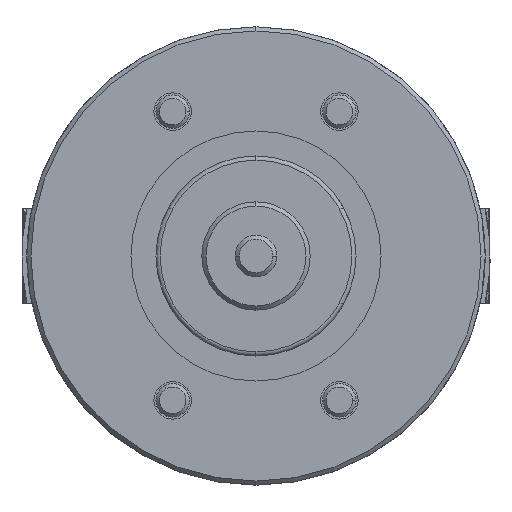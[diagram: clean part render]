
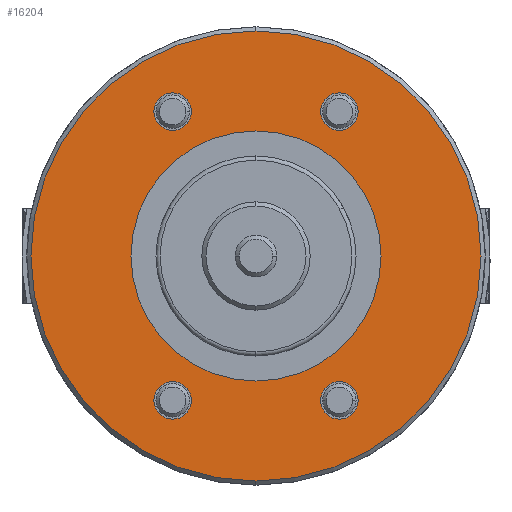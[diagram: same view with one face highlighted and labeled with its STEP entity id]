
A CAD part, left-side view. The second image highlights one B-rep face of the part: STEP entity #16204.
In plain terms, the highlighted planar face has unit normal (-1, 0, 0).
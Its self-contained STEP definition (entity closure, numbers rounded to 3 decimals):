
#297 = VERTEX_POINT ( 'NONE', #17569 ) ;
#412 = CARTESIAN_POINT ( 'NONE',  ( 0., -20., 34.641 ) ) ;
#1121 = FACE_BOUND ( 'NONE', #16270, .T. ) ;
#1693 = FACE_BOUND ( 'NONE', #15720, .T. ) ;
#2209 = DIRECTION ( 'NONE',  ( 0., 0., -1. ) ) ;
#2216 = ORIENTED_EDGE ( 'NONE', *, *, #10737, .T. ) ;
#2438 = VERTEX_POINT ( 'NONE', #15521 ) ;
#2854 = CARTESIAN_POINT ( 'NONE',  ( 0., -20., 30.141 ) ) ;
#3541 = ORIENTED_EDGE ( 'NONE', *, *, #17937, .T. ) ;
#4332 = DIRECTION ( 'NONE',  ( 1., 0., 0. ) ) ;
#4730 = CARTESIAN_POINT ( 'NONE',  ( 0., 0., -30. ) ) ;
#4751 = EDGE_LOOP ( 'NONE', ( #16090, #19350 ) ) ;
#5267 = VERTEX_POINT ( 'NONE', #18693 ) ;
#5333 = AXIS2_PLACEMENT_3D ( 'NONE', #6890, #19248, #8662 ) ;
#5602 = AXIS2_PLACEMENT_3D ( 'NONE', #15004, #4332, #16758 ) ;
#5832 = FACE_BOUND ( 'NONE', #10482, .T. ) ;
#5877 = AXIS2_PLACEMENT_3D ( 'NONE', #8997, #21330, #10797 ) ;
#5901 = DIRECTION ( 'NONE',  ( 1., 0., 0. ) ) ;
#6064 = ORIENTED_EDGE ( 'NONE', *, *, #14627, .T. ) ;
#6077 = AXIS2_PLACEMENT_3D ( 'NONE', #20225, #9650, #21957 ) ;
#6285 = CIRCLE ( 'NONE', #5333, 4.5 ) ;
#6304 = CARTESIAN_POINT ( 'NONE',  ( 0., 20., -39.141 ) ) ;
#6401 = FACE_BOUND ( 'NONE', #7426, .T. ) ;
#6886 = CARTESIAN_POINT ( 'NONE',  ( 0., -20., -34.641 ) ) ;
#6890 = CARTESIAN_POINT ( 'NONE',  ( 0., 20., 34.641 ) ) ;
#7268 = CARTESIAN_POINT ( 'NONE',  ( 0., -20., -34.641 ) ) ;
#7426 = EDGE_LOOP ( 'NONE', ( #15144, #3541 ) ) ;
#7565 = CIRCLE ( 'NONE', #8567, 4.5 ) ;
#7936 = CARTESIAN_POINT ( 'NONE',  ( 0., 30., 0. ) ) ;
#8567 = AXIS2_PLACEMENT_3D ( 'NONE', #16521, #5901, #18282 ) ;
#8660 = DIRECTION ( 'NONE',  ( 0., 0., -1. ) ) ;
#8662 = DIRECTION ( 'NONE',  ( 0., 0., -1. ) ) ;
#8690 = ORIENTED_EDGE ( 'NONE', *, *, #11248, .F. ) ;
#8727 = EDGE_CURVE ( 'NONE', #17468, #2438, #13306, .T. ) ;
#8764 = AXIS2_PLACEMENT_3D ( 'NONE', #9785, #22084, #11562 ) ;
#8997 = CARTESIAN_POINT ( 'NONE',  ( 0., 20., -34.641 ) ) ;
#9029 = DIRECTION ( 'NONE',  ( 0., 0., -1. ) ) ;
#9145 = DIRECTION ( 'NONE',  ( -1., 0., 0. ) ) ;
#9211 = AXIS2_PLACEMENT_3D ( 'NONE', #10433, #22724, #12219 ) ;
#9612 = EDGE_CURVE ( 'NONE', #14416, #14655, #22584, .T. ) ;
#9634 = CARTESIAN_POINT ( 'NONE',  ( 0., 0., 0. ) ) ;
#9650 = DIRECTION ( 'NONE',  ( 1., 0., 0. ) ) ;
#9722 = DIRECTION ( 'NONE',  ( 0., 0., -1. ) ) ;
#9785 = CARTESIAN_POINT ( 'NONE',  ( 0., 0., 0. ) ) ;
#9875 = VERTEX_POINT ( 'NONE', #19272 ) ;
#10399 = AXIS2_PLACEMENT_3D ( 'NONE', #7936, #20279, #9722 ) ;
#10433 = CARTESIAN_POINT ( 'NONE',  ( 0., 0., 0. ) ) ;
#10482 = EDGE_LOOP ( 'NONE', ( #15059, #21042 ) ) ;
#10489 = EDGE_CURVE ( 'NONE', #9875, #297, #6285, .T. ) ;
#10586 = CIRCLE ( 'NONE', #5602, 4.5 ) ;
#10610 = EDGE_CURVE ( 'NONE', #22288, #5267, #17641, .T. ) ;
#10737 = EDGE_CURVE ( 'NONE', #5267, #22288, #11293, .T. ) ;
#10797 = DIRECTION ( 'NONE',  ( 0., 0., -1. ) ) ;
#10938 = AXIS2_PLACEMENT_3D ( 'NONE', #19732, #9145, #21462 ) ;
#10957 = EDGE_CURVE ( 'NONE', #18808, #11351, #20373, .T. ) ;
#11232 = CIRCLE ( 'NONE', #10938, 54. ) ;
#11248 = EDGE_CURVE ( 'NONE', #11351, #18808, #14331, .T. ) ;
#11293 = CIRCLE ( 'NONE', #6077, 4.5 ) ;
#11351 = VERTEX_POINT ( 'NONE', #4730 ) ;
#11430 = DIRECTION ( 'NONE',  ( 0., 0., -1. ) ) ;
#11433 = CARTESIAN_POINT ( 'NONE',  ( 0., 20., -30.141 ) ) ;
#11562 = DIRECTION ( 'NONE',  ( 0., 0., 1. ) ) ;
#11779 = CIRCLE ( 'NONE', #14872, 4.5 ) ;
#12219 = DIRECTION ( 'NONE',  ( 0., 0., 1. ) ) ;
#12841 = DIRECTION ( 'NONE',  ( 1., 0., 0. ) ) ;
#12906 = ORIENTED_EDGE ( 'NONE', *, *, #10957, .F. ) ;
#13165 = EDGE_CURVE ( 'NONE', #14655, #14416, #11232, .T. ) ;
#13216 = PLANE ( 'NONE',  #10399 ) ;
#13235 = CARTESIAN_POINT ( 'NONE',  ( 0., -20., -39.141 ) ) ;
#13306 = CIRCLE ( 'NONE', #16738, 4.5 ) ;
#13675 = CIRCLE ( 'NONE', #5877, 4.5 ) ;
#13681 = CARTESIAN_POINT ( 'NONE',  ( 0., 0., -54. ) ) ;
#13689 = AXIS2_PLACEMENT_3D ( 'NONE', #412, #12841, #2209 ) ;
#14331 = CIRCLE ( 'NONE', #8764, 30. ) ;
#14416 = VERTEX_POINT ( 'NONE', #13681 ) ;
#14627 = EDGE_CURVE ( 'NONE', #16195, #17529, #13675, .T. ) ;
#14655 = VERTEX_POINT ( 'NONE', #19657 ) ;
#14725 = ORIENTED_EDGE ( 'NONE', *, *, #10610, .T. ) ;
#14742 = FACE_BOUND ( 'NONE', #20454, .T. ) ;
#14872 = AXIS2_PLACEMENT_3D ( 'NONE', #6886, #19246, #8660 ) ;
#15004 = CARTESIAN_POINT ( 'NONE',  ( 0., 20., -34.641 ) ) ;
#15059 = ORIENTED_EDGE ( 'NONE', *, *, #15182, .T. ) ;
#15144 = ORIENTED_EDGE ( 'NONE', *, *, #8727, .T. ) ;
#15182 = EDGE_CURVE ( 'NONE', #297, #9875, #7565, .T. ) ;
#15521 = CARTESIAN_POINT ( 'NONE',  ( 0., -20., -30.141 ) ) ;
#15720 = EDGE_LOOP ( 'NONE', ( #20921, #6064 ) ) ;
#16090 = ORIENTED_EDGE ( 'NONE', *, *, #9612, .T. ) ;
#16191 = EDGE_CURVE ( 'NONE', #17529, #16195, #10586, .T. ) ;
#16195 = VERTEX_POINT ( 'NONE', #11433 ) ;
#16204 = ADVANCED_FACE ( 'NONE', ( #6401, #1693, #5832, #1121, #19412, #14742 ), #13216, .F. ) ;
#16270 = EDGE_LOOP ( 'NONE', ( #14725, #2216 ) ) ;
#16363 = CARTESIAN_POINT ( 'NONE',  ( 0., 0., 30. ) ) ;
#16521 = CARTESIAN_POINT ( 'NONE',  ( 0., 20., 34.641 ) ) ;
#16738 = AXIS2_PLACEMENT_3D ( 'NONE', #7268, #19615, #9029 ) ;
#16758 = DIRECTION ( 'NONE',  ( 0., 0., -1. ) ) ;
#17468 = VERTEX_POINT ( 'NONE', #13235 ) ;
#17529 = VERTEX_POINT ( 'NONE', #6304 ) ;
#17569 = CARTESIAN_POINT ( 'NONE',  ( 0., 20., 30.141 ) ) ;
#17641 = CIRCLE ( 'NONE', #13689, 4.5 ) ;
#17781 = AXIS2_PLACEMENT_3D ( 'NONE', #9634, #21944, #11430 ) ;
#17937 = EDGE_CURVE ( 'NONE', #2438, #17468, #11779, .T. ) ;
#18282 = DIRECTION ( 'NONE',  ( 0., 0., -1. ) ) ;
#18693 = CARTESIAN_POINT ( 'NONE',  ( 0., -20., 39.141 ) ) ;
#18808 = VERTEX_POINT ( 'NONE', #16363 ) ;
#19246 = DIRECTION ( 'NONE',  ( 1., 0., 0. ) ) ;
#19248 = DIRECTION ( 'NONE',  ( 1., 0., 0. ) ) ;
#19272 = CARTESIAN_POINT ( 'NONE',  ( 0., 20., 39.141 ) ) ;
#19350 = ORIENTED_EDGE ( 'NONE', *, *, #13165, .T. ) ;
#19412 = FACE_OUTER_BOUND ( 'NONE', #4751, .T. ) ;
#19615 = DIRECTION ( 'NONE',  ( 1., 0., 0. ) ) ;
#19657 = CARTESIAN_POINT ( 'NONE',  ( 0., 0., 54. ) ) ;
#19732 = CARTESIAN_POINT ( 'NONE',  ( 0., 0., 0. ) ) ;
#20225 = CARTESIAN_POINT ( 'NONE',  ( 0., -20., 34.641 ) ) ;
#20279 = DIRECTION ( 'NONE',  ( 1., 0., 0. ) ) ;
#20373 = CIRCLE ( 'NONE', #9211, 30. ) ;
#20454 = EDGE_LOOP ( 'NONE', ( #12906, #8690 ) ) ;
#20921 = ORIENTED_EDGE ( 'NONE', *, *, #16191, .T. ) ;
#21042 = ORIENTED_EDGE ( 'NONE', *, *, #10489, .T. ) ;
#21330 = DIRECTION ( 'NONE',  ( 1., 0., 0. ) ) ;
#21462 = DIRECTION ( 'NONE',  ( 0., 0., -1. ) ) ;
#21944 = DIRECTION ( 'NONE',  ( -1., 0., 0. ) ) ;
#21957 = DIRECTION ( 'NONE',  ( 0., 0., -1. ) ) ;
#22084 = DIRECTION ( 'NONE',  ( -1., 0., 0. ) ) ;
#22288 = VERTEX_POINT ( 'NONE', #2854 ) ;
#22584 = CIRCLE ( 'NONE', #17781, 54. ) ;
#22724 = DIRECTION ( 'NONE',  ( -1., 0., 0. ) ) ;
